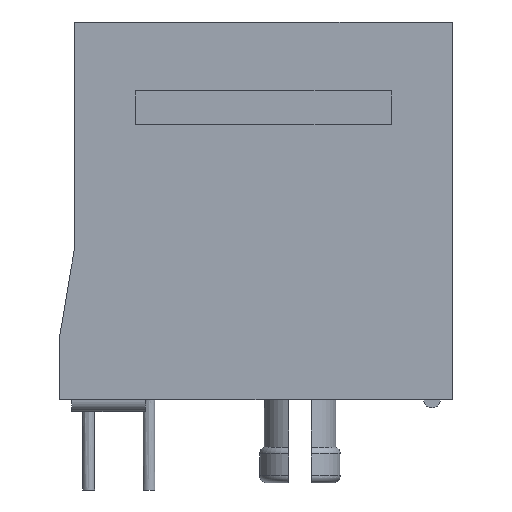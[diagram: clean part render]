
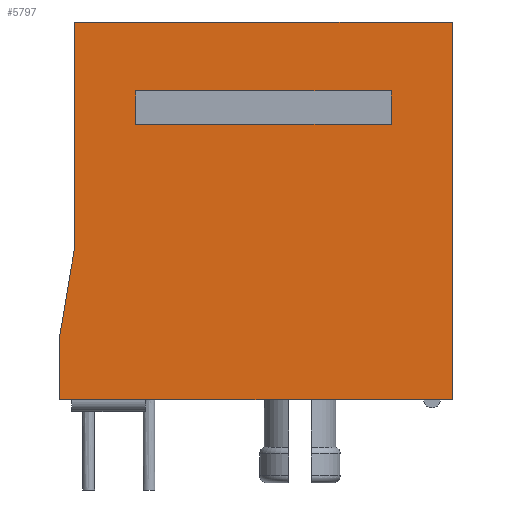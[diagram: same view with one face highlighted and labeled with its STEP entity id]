
A CAD part, front view. The second image highlights one B-rep face of the part: STEP entity #5797.
In plain terms, the highlighted face is planar.
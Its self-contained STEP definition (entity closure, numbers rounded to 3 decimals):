
#116=PLANE('',#6057);
#525=LINE('',#11885,#1035);
#526=LINE('',#11888,#1036);
#527=LINE('',#11890,#1037);
#528=LINE('',#11892,#1038);
#529=LINE('',#11894,#1039);
#530=LINE('',#11896,#1040);
#531=LINE('',#11897,#1041);
#532=LINE('',#11900,#1042);
#533=LINE('',#11902,#1043);
#534=LINE('',#11904,#1044);
#1035=VECTOR('',#6666,1000.);
#1036=VECTOR('',#6667,1000.);
#1037=VECTOR('',#6668,1000.);
#1038=VECTOR('',#6669,1000.);
#1039=VECTOR('',#6670,1000.);
#1040=VECTOR('',#6671,1000.);
#1041=VECTOR('',#6672,1000.);
#1042=VECTOR('',#6673,1000.);
#1043=VECTOR('',#6674,1000.);
#1044=VECTOR('',#6675,1000.);
#1786=ORIENTED_EDGE('',*,*,#2955,.T.);
#1787=ORIENTED_EDGE('',*,*,#2956,.T.);
#1788=ORIENTED_EDGE('',*,*,#2957,.T.);
#1789=ORIENTED_EDGE('',*,*,#2958,.T.);
#1790=ORIENTED_EDGE('',*,*,#2959,.T.);
#1791=ORIENTED_EDGE('',*,*,#2960,.T.);
#1792=ORIENTED_EDGE('',*,*,#2961,.T.);
#1793=ORIENTED_EDGE('',*,*,#2962,.T.);
#1794=ORIENTED_EDGE('',*,*,#2963,.T.);
#1795=ORIENTED_EDGE('',*,*,#2964,.T.);
#2955=EDGE_CURVE('',#3532,#3533,#525,.T.);
#2956=EDGE_CURVE('',#3533,#3534,#526,.T.);
#2957=EDGE_CURVE('',#3534,#3535,#527,.T.);
#2958=EDGE_CURVE('',#3535,#3536,#528,.T.);
#2959=EDGE_CURVE('',#3536,#3537,#529,.T.);
#2960=EDGE_CURVE('',#3537,#3532,#530,.T.);
#2961=EDGE_CURVE('',#3538,#3539,#531,.T.);
#2962=EDGE_CURVE('',#3539,#3540,#532,.T.);
#2963=EDGE_CURVE('',#3540,#3541,#533,.T.);
#2964=EDGE_CURVE('',#3541,#3538,#534,.T.);
#3532=VERTEX_POINT('',#11886);
#3533=VERTEX_POINT('',#11887);
#3534=VERTEX_POINT('',#11889);
#3535=VERTEX_POINT('',#11891);
#3536=VERTEX_POINT('',#11893);
#3537=VERTEX_POINT('',#11895);
#3538=VERTEX_POINT('',#11898);
#3539=VERTEX_POINT('',#11899);
#3540=VERTEX_POINT('',#11901);
#3541=VERTEX_POINT('',#11903);
#3846=EDGE_LOOP('',(#1786,#1787,#1788,#1789,#1790,#1791));
#3847=EDGE_LOOP('',(#1792,#1793,#1794,#1795));
#4102=FACE_BOUND('',#3846,.T.);
#4103=FACE_BOUND('',#3847,.T.);
#5797=ADVANCED_FACE('',(#4102,#4103),#116,.T.);
#6057=AXIS2_PLACEMENT_3D('',#11884,#6664,#6665);
#6664=DIRECTION('',(0.,1.,0.));
#6665=DIRECTION('',(0.,0.,1.));
#6666=DIRECTION('',(0.,0.,1.));
#6667=DIRECTION('',(1.,0.,0.));
#6668=DIRECTION('',(0.,0.,-1.));
#6669=DIRECTION('',(-1.,0.,0.));
#6670=DIRECTION('',(-0.986,0.,-0.166));
#6671=DIRECTION('',(-1.,0.,0.));
#6672=DIRECTION('',(0.,0.,-1.));
#6673=DIRECTION('',(1.,0.,0.));
#6674=DIRECTION('',(0.,0.,1.));
#6675=DIRECTION('',(-1.,0.,0.));
#11884=CARTESIAN_POINT('',(0.,5.75,0.));
#11885=CARTESIAN_POINT('',(-7.94,5.75,-8.56));
#11886=CARTESIAN_POINT('',(-7.94,5.75,-8.56));
#11887=CARTESIAN_POINT('',(-7.94,5.75,7.94));
#11888=CARTESIAN_POINT('',(-7.94,5.75,7.94));
#11889=CARTESIAN_POINT('',(7.94,5.75,7.94));
#11890=CARTESIAN_POINT('',(7.94,5.75,7.94));
#11891=CARTESIAN_POINT('',(7.94,5.75,-7.94));
#11892=CARTESIAN_POINT('',(7.94,5.75,-7.94));
#11893=CARTESIAN_POINT('',(-1.56,5.75,-7.94));
#11894=CARTESIAN_POINT('',(-1.56,5.75,-7.94));
#11895=CARTESIAN_POINT('',(-5.24,5.75,-8.56));
#11896=CARTESIAN_POINT('',(-5.24,5.75,-8.56));
#11897=CARTESIAN_POINT('',(3.64,5.75,5.375));
#11898=CARTESIAN_POINT('',(3.64,5.75,5.375));
#11899=CARTESIAN_POINT('',(3.64,5.75,-5.375));
#11900=CARTESIAN_POINT('',(3.64,5.75,-5.375));
#11901=CARTESIAN_POINT('',(5.04,5.75,-5.375));
#11902=CARTESIAN_POINT('',(5.04,5.75,-5.375));
#11903=CARTESIAN_POINT('',(5.04,5.75,5.375));
#11904=CARTESIAN_POINT('',(5.04,5.75,5.375));
